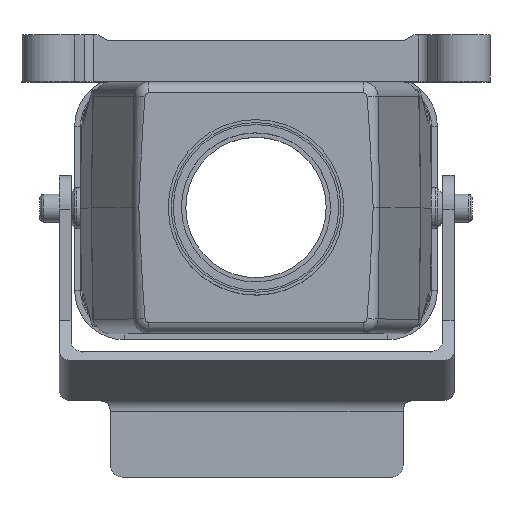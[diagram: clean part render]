
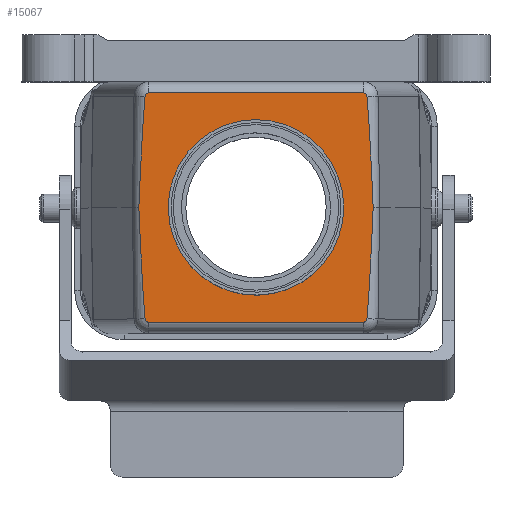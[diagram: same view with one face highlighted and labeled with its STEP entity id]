
A CAD part, top view. The second image highlights one B-rep face of the part: STEP entity #15067.
In plain terms, the highlighted planar face has unit normal (0, 0, 1).
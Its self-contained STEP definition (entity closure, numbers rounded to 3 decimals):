
#4636=CARTESIAN_POINT('',(-18.394,19.579,62.45));
#4637=VERTEX_POINT('',#4636);
#4638=CARTESIAN_POINT('',(-18.971,19.051,62.45));
#4639=VERTEX_POINT('',#4638);
#4640=CARTESIAN_POINT('',(-18.394,19.0,62.45));
#4641=DIRECTION('',(0.0,0.0,1.0));
#4642=DIRECTION('',(-1.0,0.0,0.0));
#4643=AXIS2_PLACEMENT_3D('',#4640,#4641,#4642);
#4644=CIRCLE('',#4643,0.579);
#4645=EDGE_CURVE('',#4637,#4639,#4644,.T.);
#4708=CARTESIAN_POINT('',(-20.029,0.,62.45));
#4709=VERTEX_POINT('',#4708);
#4710=CARTESIAN_POINT('',(-20.434,-120.331,62.45));
#4711=DIRECTION('',(0.0,0.0,1.0));
#4712=DIRECTION('',(-0.015,-1.,0.0));
#4713=AXIS2_PLACEMENT_3D('',#4710,#4711,#4712);
#4714=ELLIPSE('',#4713,143.262,2.5);
#4715=EDGE_CURVE('',#4639,#4709,#4714,.T.);
#4734=CARTESIAN_POINT('',(18.394,19.579,62.45));
#4735=VERTEX_POINT('',#4734);
#4736=CARTESIAN_POINT('',(18.394,19.579,62.45));
#4737=DIRECTION('',(-1.0,0.0,0.0));
#4738=VECTOR('',#4737,36.788);
#4739=LINE('',#4736,#4738);
#4740=EDGE_CURVE('',#4735,#4637,#4739,.T.);
#4829=CARTESIAN_POINT('',(-18.971,-19.051,62.45));
#4830=VERTEX_POINT('',#4829);
#4831=CARTESIAN_POINT('',(-20.434,120.331,62.45));
#4832=DIRECTION('',(0.0,0.0,1.0));
#4833=DIRECTION('',(0.015,-1.,0.0));
#4834=AXIS2_PLACEMENT_3D('',#4831,#4832,#4833);
#4835=ELLIPSE('',#4834,143.262,2.5);
#4836=EDGE_CURVE('',#4709,#4830,#4835,.T.);
#4855=CARTESIAN_POINT('',(18.971,19.051,62.45));
#4856=VERTEX_POINT('',#4855);
#4857=CARTESIAN_POINT('',(18.394,19.0,62.45));
#4858=DIRECTION('',(0.0,0.0,1.0));
#4859=DIRECTION('',(-1.0,0.0,0.0));
#4860=AXIS2_PLACEMENT_3D('',#4857,#4858,#4859);
#4861=CIRCLE('',#4860,0.579);
#4862=EDGE_CURVE('',#4856,#4735,#4861,.T.);
#4881=CARTESIAN_POINT('',(-18.394,-19.579,62.45));
#4882=VERTEX_POINT('',#4881);
#4883=CARTESIAN_POINT('',(-18.394,-19.0,62.45));
#4884=DIRECTION('',(0.0,0.0,1.0));
#4885=DIRECTION('',(-1.0,0.0,0.0));
#4886=AXIS2_PLACEMENT_3D('',#4883,#4884,#4885);
#4887=CIRCLE('',#4886,0.579);
#4888=EDGE_CURVE('',#4830,#4882,#4887,.T.);
#4907=CARTESIAN_POINT('',(20.029,0.,62.45));
#4908=VERTEX_POINT('',#4907);
#4909=CARTESIAN_POINT('',(20.434,-120.331,62.45));
#4910=DIRECTION('',(0.0,0.0,1.0));
#4911=DIRECTION('',(0.015,-1.,0.0));
#4912=AXIS2_PLACEMENT_3D('',#4909,#4910,#4911);
#4913=ELLIPSE('',#4912,143.262,2.5);
#4914=EDGE_CURVE('',#4908,#4856,#4913,.T.);
#4933=CARTESIAN_POINT('',(18.394,-19.579,62.45));
#4934=VERTEX_POINT('',#4933);
#4935=CARTESIAN_POINT('',(-18.394,-19.579,62.45));
#4936=DIRECTION('',(1.0,0.0,0.0));
#4937=VECTOR('',#4936,36.788);
#4938=LINE('',#4935,#4937);
#4939=EDGE_CURVE('',#4882,#4934,#4938,.T.);
#4958=CARTESIAN_POINT('',(18.971,-19.051,62.45));
#4959=VERTEX_POINT('',#4958);
#4960=CARTESIAN_POINT('',(20.434,120.331,62.45));
#4961=DIRECTION('',(0.0,0.0,1.0));
#4962=DIRECTION('',(-0.015,-1.,0.0));
#4963=AXIS2_PLACEMENT_3D('',#4960,#4961,#4962);
#4964=ELLIPSE('',#4963,143.262,2.5);
#4965=EDGE_CURVE('',#4959,#4908,#4964,.T.);
#4984=CARTESIAN_POINT('',(18.394,-19.0,62.45));
#4985=DIRECTION('',(0.0,0.0,1.0));
#4986=DIRECTION('',(-1.0,0.0,0.0));
#4987=AXIS2_PLACEMENT_3D('',#4984,#4985,#4986);
#4988=CIRCLE('',#4987,0.579);
#4989=EDGE_CURVE('',#4934,#4959,#4988,.T.);
#15039=CARTESIAN_POINT('',(50.0,30.0,62.45));
#15040=DIRECTION('',(0.0,0.0,-1.0));
#15041=DIRECTION('',(-1.0,0.0,0.0));
#15042=AXIS2_PLACEMENT_3D('',#15039,#15040,#15041);
#15043=PLANE('',#15042);
#15044=ORIENTED_EDGE('',*,*,#4645,.T.);
#15045=ORIENTED_EDGE('',*,*,#4715,.T.);
#15046=ORIENTED_EDGE('',*,*,#4836,.T.);
#15047=ORIENTED_EDGE('',*,*,#4888,.T.);
#15048=ORIENTED_EDGE('',*,*,#4939,.T.);
#15049=ORIENTED_EDGE('',*,*,#4989,.T.);
#15050=ORIENTED_EDGE('',*,*,#4965,.T.);
#15051=ORIENTED_EDGE('',*,*,#4914,.T.);
#15052=ORIENTED_EDGE('',*,*,#4862,.T.);
#15053=ORIENTED_EDGE('',*,*,#4740,.T.);
#15054=EDGE_LOOP('',(#15044,#15045,#15046,#15047,#15048,#15049,#15050,#15051,#15052,#15053));
#15055=FACE_OUTER_BOUND('',#15054,.T.);
#15056=CARTESIAN_POINT('',(0.23,-14.998,62.45));
#15057=VERTEX_POINT('',#15056);
#15058=CARTESIAN_POINT('',(0.,0.,62.45));
#15059=DIRECTION('',(0.0,0.0,-1.0));
#15060=DIRECTION('',(0.015,-1.,0.0));
#15061=AXIS2_PLACEMENT_3D('',#15058,#15059,#15060);
#15062=CIRCLE('',#15061,15.);
#15063=EDGE_CURVE('',#15057,#15057,#15062,.T.);
#15064=ORIENTED_EDGE('',*,*,#15063,.T.);
#15065=EDGE_LOOP('',(#15064));
#15066=FACE_BOUND('',#15065,.T.);
#15067=ADVANCED_FACE('',(#15055,#15066),#15043,.F.);
